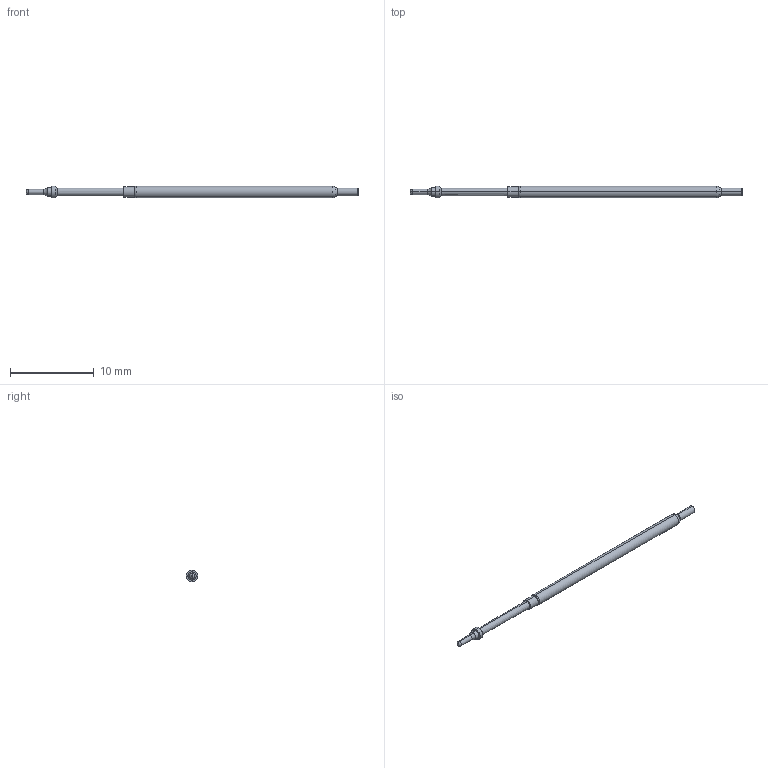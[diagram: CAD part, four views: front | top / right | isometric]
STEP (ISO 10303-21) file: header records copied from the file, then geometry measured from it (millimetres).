
FILE_DESCRIPTION (( 'STEP AP214' ), '1' );
FILE_NAME ('X75-PRP4070_.STEP', '2016-04-19T14:52:51', ( 'spare' ), ( '' ), 'SwSTEP 2.0', 'SolidWorks 2016', '' );
FILE_SCHEMA (( 'AUTOMOTIVE_DESIGN' ));
Length unit declared in the file: inch
Products named in the file (1): X75-PRP4070_
Bounding box: 39.62 x 1.42 x 1.42 mm (x, y, z)
Volume: 46.1 mm3; surface area: 151.5 mm2
Topology: 1 solids, 1 shells, 38 faces, 74 edges, 40 vertices
Faces by surface type: cylinder 12, torus 12, cone 10, plane 4
Entity records: 1500 total; most frequent: DIRECTION 204, CARTESIAN_POINT 153, ORIENTED_EDGE 148, AXIS2_PLACEMENT_3D 91, EDGE_CURVE 74, CIRCLE 52, DIMENSIONAL_EXPONENTS 41, UNCERTAINTY_MEASURE_WITH_UNIT 41
